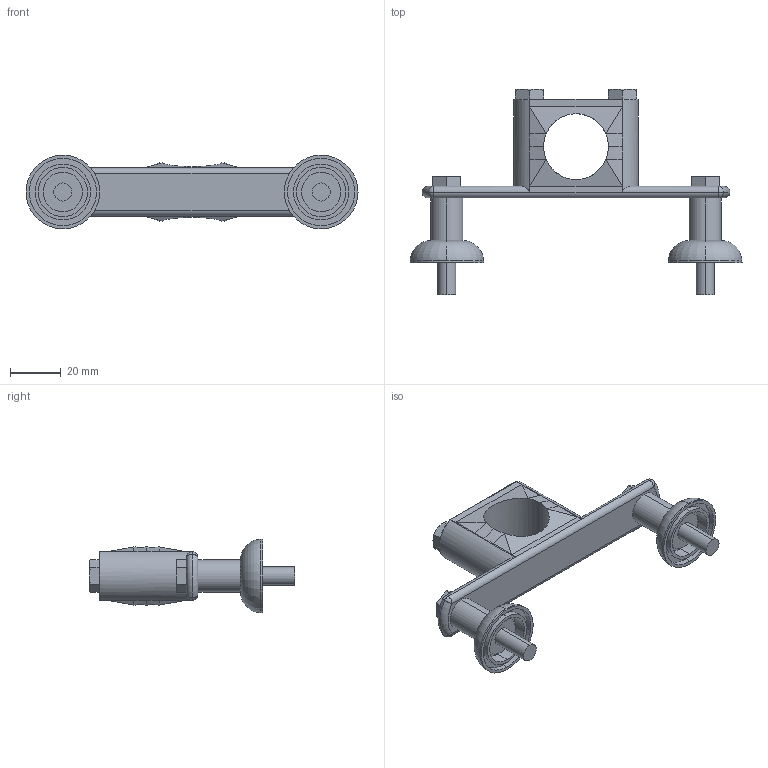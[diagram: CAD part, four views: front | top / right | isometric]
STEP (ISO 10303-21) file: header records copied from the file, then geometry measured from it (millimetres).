
FILE_DESCRIPTION (( 'STEP AP214' ), '1' );
FILE_NAME ('ZCB1.0T304ZP4.0.STEP', '2023-06-05T15:15:27', ( '' ), ( '' ), 'SwSTEP 2.0', 'SolidWorks 2018', '' );
FILE_SCHEMA (( 'AUTOMOTIVE_DESIGN' ));
Length unit declared in the file: inch
Products named in the file (1): ZCB1.0T304ZP4.0
Bounding box: 130.58 x 80.88 x 28.98 mm (x, y, z)
Volume: 43799.6 mm3; surface area: 17333.1 mm2
Topology: 1 solids, 1 shells, 168 faces, 384 edges, 230 vertices
Faces by surface type: plane 68, cylinder 36, cone 26, bspline 16, torus 14, sphere 8
Entity records: 5150 total; most frequent: CARTESIAN_POINT 1491, ORIENTED_EDGE 768, DIRECTION 724, EDGE_CURVE 384, AXIS2_PLACEMENT_3D 279, VERTEX_POINT 230, EDGE_LOOP 182, ADVANCED_FACE 168
